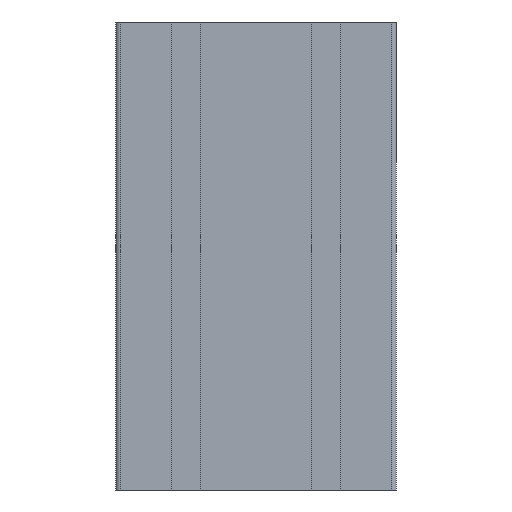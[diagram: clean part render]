
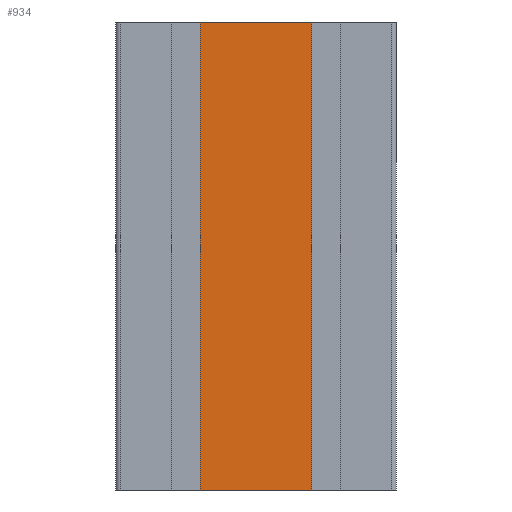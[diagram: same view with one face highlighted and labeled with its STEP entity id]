
A CAD part, front view. The second image highlights one B-rep face of the part: STEP entity #934.
In plain terms, the highlighted planar face has unit normal (0, -1, 0).
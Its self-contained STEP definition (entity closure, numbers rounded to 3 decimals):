
#663 = VECTOR ( 'NONE', #801, 1000. ) ;
#735 = EDGE_LOOP ( 'NONE', ( #8255, #3829, #7520, #8134 ) ) ;
#801 = DIRECTION ( 'NONE',  ( 1., 0., 0. ) ) ;
#881 = LINE ( 'NONE', #4333, #4428 ) ;
#934 = ADVANCED_FACE ( 'NONE', ( #8398 ), #6683, .F. ) ;
#977 = CARTESIAN_POINT ( 'NONE',  ( 7713.963, 2199.632, 100. ) ) ;
#2494 = VERTEX_POINT ( 'NONE', #8125 ) ;
#2527 = LINE ( 'NONE', #6521, #4203 ) ;
#2567 = AXIS2_PLACEMENT_3D ( 'NONE', #6767, #7244, #6665 ) ;
#2920 = DIRECTION ( 'NONE',  ( 1., 0., 0. ) ) ;
#2962 = LINE ( 'NONE', #5756, #6582 ) ;
#3562 = CARTESIAN_POINT ( 'NONE',  ( 7737.763, 2199.632, 100. ) ) ;
#3829 = ORIENTED_EDGE ( 'NONE', *, *, #8609, .F. ) ;
#4193 = CARTESIAN_POINT ( 'NONE',  ( 7737.763, 2199.632, 0. ) ) ;
#4203 = VECTOR ( 'NONE', #2920, 1000. ) ;
#4333 = CARTESIAN_POINT ( 'NONE',  ( 7737.763, 2199.632, 100. ) ) ;
#4428 = VECTOR ( 'NONE', #5066, 1000. ) ;
#5066 = DIRECTION ( 'NONE',  ( 0., 0., 1. ) ) ;
#5738 = VERTEX_POINT ( 'NONE', #3562 ) ;
#5756 = CARTESIAN_POINT ( 'NONE',  ( 7713.963, 2199.632, 100. ) ) ;
#6495 = DIRECTION ( 'NONE',  ( 0., 0., 1. ) ) ;
#6521 = CARTESIAN_POINT ( 'NONE',  ( 7713.963, 2199.632, 0. ) ) ;
#6534 = VERTEX_POINT ( 'NONE', #4193 ) ;
#6582 = VECTOR ( 'NONE', #6495, 1000. ) ;
#6665 = DIRECTION ( 'NONE',  ( 0., 0., 1. ) ) ;
#6683 = PLANE ( 'NONE',  #2567 ) ;
#6767 = CARTESIAN_POINT ( 'NONE',  ( 7713.963, 2199.632, 100. ) ) ;
#7244 = DIRECTION ( 'NONE',  ( 0., 1., 0. ) ) ;
#7423 = VERTEX_POINT ( 'NONE', #977 ) ;
#7520 = ORIENTED_EDGE ( 'NONE', *, *, #8596, .F. ) ;
#8125 = CARTESIAN_POINT ( 'NONE',  ( 7713.963, 2199.632, 0. ) ) ;
#8134 = ORIENTED_EDGE ( 'NONE', *, *, #8619, .T. ) ;
#8255 = ORIENTED_EDGE ( 'NONE', *, *, #8607, .T. ) ;
#8398 = FACE_OUTER_BOUND ( 'NONE', #735, .T. ) ;
#8582 = LINE ( 'NONE', #8724, #663 ) ;
#8596 = EDGE_CURVE ( 'NONE', #2494, #7423, #2962, .T. ) ;
#8607 = EDGE_CURVE ( 'NONE', #6534, #5738, #881, .T. ) ;
#8609 = EDGE_CURVE ( 'NONE', #7423, #5738, #8582, .T. ) ;
#8619 = EDGE_CURVE ( 'NONE', #2494, #6534, #2527, .T. ) ;
#8724 = CARTESIAN_POINT ( 'NONE',  ( 7754.863, 2199.632, 100. ) ) ;
